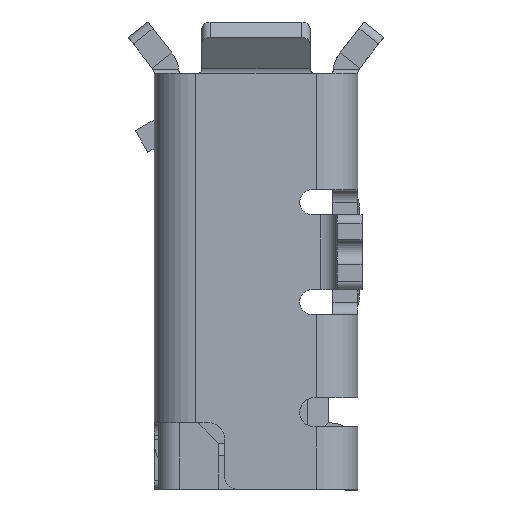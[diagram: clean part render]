
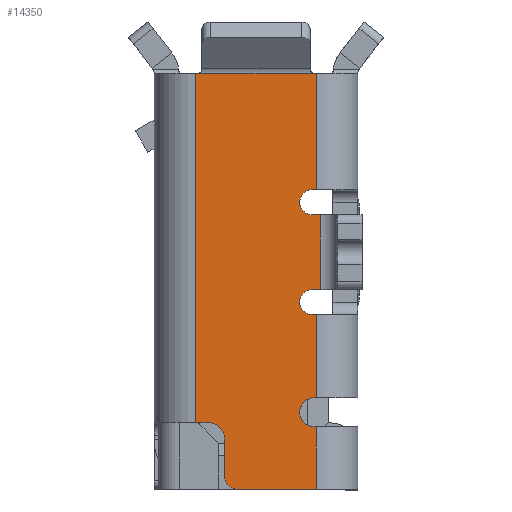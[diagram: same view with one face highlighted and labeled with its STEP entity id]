
A CAD part, left-side view. The second image highlights one B-rep face of the part: STEP entity #14350.
In plain terms, the highlighted planar face has unit normal (-1, 0, 0).
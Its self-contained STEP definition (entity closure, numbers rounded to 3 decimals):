
#1893=DIRECTION('',(0.,0.,-1.));
#1894=VECTOR('',#1893,4.2);
#1895=CARTESIAN_POINT('',(-3.75,0.58,3.5));
#1896=LINE('9069',#1895,#1894);
#1923=DIRECTION('',(0.,-1.,0.));
#1924=VECTOR('',#1923,0.15);
#1925=CARTESIAN_POINT('',(-3.75,0.58,-0.7));
#1926=LINE('7710',#1925,#1924);
#1935=CARTESIAN_POINT('',(-3.75,-0.82,1.95));
#1936=DIRECTION('',(-1.,0.,0.));
#1937=DIRECTION('',(0.,0.,1.));
#1938=AXIS2_PLACEMENT_3D('',#1935,#1936,#1937);
#1940=CARTESIAN_POINT('',(-3.75,-0.82,0.75));
#1941=DIRECTION('',(-1.,0.,0.));
#1942=DIRECTION('',(0.,0.,1.));
#1943=AXIS2_PLACEMENT_3D('',#1940,#1941,#1942);
#1945=DIRECTION('',(0.,-1.,0.));
#1946=VECTOR('',#1945,0.05);
#1947=CARTESIAN_POINT('',(-3.75,-0.82,0.6));
#1948=LINE('7665',#1947,#1946);
#1949=DIRECTION('',(0.,0.,-1.));
#1950=VECTOR('',#1949,1.);
#1951=CARTESIAN_POINT('',(-3.75,-0.87,0.6));
#1952=LINE('7671',#1951,#1950);
#1953=CARTESIAN_POINT('',(-3.75,-0.845,-0.575));
#1954=DIRECTION('',(-1.,0.,0.));
#1955=DIRECTION('',(0.,0.,1.));
#1956=AXIS2_PLACEMENT_3D('',#1953,#1954,#1955);
#1958=CARTESIAN_POINT('',(-3.75,0.08,-1.35));
#1959=DIRECTION('',(1.,0.,0.));
#1960=DIRECTION('',(0.,0.,-1.));
#1961=AXIS2_PLACEMENT_3D('',#1958,#1959,#1960);
#1963=CARTESIAN_POINT('',(-3.75,0.43,-0.9));
#1964=DIRECTION('',(-1.,0.,0.));
#1965=DIRECTION('',(0.,-1.,0.));
#1966=AXIS2_PLACEMENT_3D('',#1963,#1964,#1965);
#1977=DIRECTION('',(0.,1.,0.));
#1978=VECTOR('',#1977,1.4);
#1979=CARTESIAN_POINT('',(-3.75,-0.845,
3.5));
#1980=LINE('7678',#1979,#1978);
#1999=DIRECTION('',(0.,1.,0.));
#2000=VECTOR('',#1999,0.025);
#2001=CARTESIAN_POINT('',(-3.75,-0.87,3.5));
#2002=LINE('7667',#2001,#2000);
#2060=DIRECTION('',(0.,0.,-1.));
#2061=VECTOR('',#2060,0.45);
#2062=CARTESIAN_POINT('',(-3.75,0.23,-0.9));
#2063=LINE('7707',#2062,#2061);
#2080=DIRECTION('',(0.,-1.,0.));
#2081=VECTOR('',#2080,0.95);
#2082=CARTESIAN_POINT('',(-3.75,0.08,-1.5));
#2083=LINE('7721',#2082,#2081);
#2128=DIRECTION('',(0.,0.,1.));
#2129=VECTOR('',#2128,0.75);
#2130=CARTESIAN_POINT('',(-3.75,-0.87,-1.5));
#2131=LINE('7675',#2130,#2129);
#2150=DIRECTION('',(0.,1.,0.));
#2151=VECTOR('',#2150,0.025);
#2152=CARTESIAN_POINT('',(-3.75,-0.87,-0.75));
#2153=LINE('7674',#2152,#2151);
#2162=DIRECTION('',(0.,-1.,0.));
#2163=VECTOR('',#2162,0.025);
#2164=CARTESIAN_POINT('',(-3.75,-0.845,-0.4));
#2165=LINE('7672',#2164,#2163);
#2206=DIRECTION('',(0.,-1.,0.));
#2207=VECTOR('',#2206,0.1);
#2208=CARTESIAN_POINT('',(-3.75,-0.82,0.9));
#2209=LINE('7847',#2208,#2207);
#2228=DIRECTION('',(0.,0.,1.));
#2229=VECTOR('',#2228,0.9);
#2230=CARTESIAN_POINT('',(-3.75,-0.92,0.9));
#2231=LINE('7817',#2230,#2229);
#2254=DIRECTION('',(0.,1.,0.));
#2255=VECTOR('',#2254,0.1);
#2256=CARTESIAN_POINT('',(-3.75,-0.92,1.8));
#2257=LINE('7813',#2256,#2255);
#2262=DIRECTION('',(0.,-1.,0.));
#2263=VECTOR('',#2262,0.05);
#2264=CARTESIAN_POINT('',(-3.75,-0.82,2.1));
#2265=LINE('7808',#2264,#2263);
#2284=DIRECTION('',(0.,0.,1.));
#2285=VECTOR('',#2284,1.4);
#2286=CARTESIAN_POINT('',(-3.75,-0.87,2.1));
#2287=LINE('7668',#2286,#2285);
#7571=DIRECTION('',(0.,1.,0.));
#7572=VECTOR('',#7571,0.025);
#7573=CARTESIAN_POINT('',(-3.75,0.555,
3.5));
#7574=LINE('9141',#7573,#7572);
#8951=CARTESIAN_POINT('',(-3.75,-0.87,0.6));
#8952=VERTEX_POINT('',#8951);
#8958=CARTESIAN_POINT('',(-3.75,-0.82,0.6));
#8960=VERTEX_POINT('',#8958);
#8962=CARTESIAN_POINT('',(-3.75,-0.82,0.9));
#8964=VERTEX_POINT('',#8962);
#8965=CARTESIAN_POINT('',(-3.75,-0.87,3.5));
#8966=CARTESIAN_POINT('',(-3.75,-0.845,
3.5));
#8967=VERTEX_POINT('',#8965);
#8968=VERTEX_POINT('',#8966);
#8969=CARTESIAN_POINT('',(-3.75,-0.87,2.1));
#8970=VERTEX_POINT('',#8969);
#8971=CARTESIAN_POINT('',(-3.75,-0.82,2.1));
#8972=CARTESIAN_POINT('',(-3.75,-0.82,1.8));
#8973=VERTEX_POINT('',#8971);
#8974=VERTEX_POINT('',#8972);
#8975=CARTESIAN_POINT('',(-3.75,-0.87,-0.4));
#8976=VERTEX_POINT('',#8975);
#8977=CARTESIAN_POINT('',(-3.75,-0.845,-0.4));
#8978=VERTEX_POINT('',#8977);
#8979=CARTESIAN_POINT('',(-3.75,-0.845,-0.75));
#8980=VERTEX_POINT('',#8979);
#8981=CARTESIAN_POINT('',(-3.75,-0.87,-0.75));
#8982=VERTEX_POINT('',#8981);
#8983=CARTESIAN_POINT('',(-3.75,-0.87,-1.5));
#8984=VERTEX_POINT('',#8983);
#8985=CARTESIAN_POINT('',(-3.75,0.08,-1.5));
#8986=CARTESIAN_POINT('',(-3.75,0.23,-1.35));
#8987=VERTEX_POINT('',#8985);
#8988=VERTEX_POINT('',#8986);
#8989=CARTESIAN_POINT('',(-3.75,0.23,-0.9));
#8990=CARTESIAN_POINT('',(-3.75,0.43,-0.7));
#8991=VERTEX_POINT('',#8989);
#8992=VERTEX_POINT('',#8990);
#8993=CARTESIAN_POINT('',(-3.75,0.555,
3.5));
#8994=VERTEX_POINT('',#8993);
#9047=CARTESIAN_POINT('',(-3.75,0.58,-0.7));
#9049=VERTEX_POINT('',#9047);
#9202=CARTESIAN_POINT('',(-3.75,-0.92,1.8));
#9203=VERTEX_POINT('',#9202);
#9208=CARTESIAN_POINT('',(-3.75,-0.92,0.9));
#9209=VERTEX_POINT('',#9208);
#10859=CARTESIAN_POINT('',(-3.75,0.58,3.5));
#10860=VERTEX_POINT('',#10859);
#14301=CARTESIAN_POINT('',(-3.75,-0.17,1.));
#14302=DIRECTION('',(1.,0.,0.));
#14303=DIRECTION('',(0.,1.,0.));
#14304=AXIS2_PLACEMENT_3D('',#14301,#14302,#14303);
#14305=PLANE('9922',#14304);
#14307=ORIENTED_EDGE('7678',*,*,#14306,.F.);
#14309=ORIENTED_EDGE('7667',*,*,#14308,.F.);
#14311=ORIENTED_EDGE('7668',*,*,#14310,.F.);
#14313=ORIENTED_EDGE('7808',*,*,#14312,.F.);
#14315=ORIENTED_EDGE('7669',*,*,#14314,.T.);
#14317=ORIENTED_EDGE('7813',*,*,#14316,.F.);
#14319=ORIENTED_EDGE('7817',*,*,#14318,.F.);
#14321=ORIENTED_EDGE('7847',*,*,#14320,.F.);
#14323=ORIENTED_EDGE('7670',*,*,#14322,.T.);
#14325=ORIENTED_EDGE('7665',*,*,#14324,.T.);
#14327=ORIENTED_EDGE('7671',*,*,#14326,.T.);
#14329=ORIENTED_EDGE('7672',*,*,#14328,.F.);
#14331=ORIENTED_EDGE('7673',*,*,#14330,.T.);
#14333=ORIENTED_EDGE('7674',*,*,#14332,.F.);
#14335=ORIENTED_EDGE('7675',*,*,#14334,.F.);
#14337=ORIENTED_EDGE('7721',*,*,#14336,.F.);
#14339=ORIENTED_EDGE('7676',*,*,#14338,.T.);
#14341=ORIENTED_EDGE('7707',*,*,#14340,.F.);
#14343=ORIENTED_EDGE('7677',*,*,#14342,.T.);
#14344=ORIENTED_EDGE('7710',*,*,#14290,.F.);
#14345=ORIENTED_EDGE('9069',*,*,#14240,.F.);
#14347=ORIENTED_EDGE('9141',*,*,#14346,.F.);
#14348=EDGE_LOOP('9922',(#14307,#14309,#14311,#14313,#14315,#14317,#14319,
#14321,#14323,#14325,#14327,#14329,#14331,#14333,#14335,#14337,#14339,#14341,
#14343,#14344,#14345,#14347));
#14349=FACE_OUTER_BOUND('9922',#14348,.F.);
#14350=ADVANCED_FACE('9922',(#14349),#14305,.F.);
#1939=CIRCLE('7669',#1938,0.15);
#1944=CIRCLE('7670',#1943,0.15);
#1957=CIRCLE('7673',#1956,0.175);
#1962=CIRCLE('7676',#1961,0.15);
#1967=CIRCLE('7677',#1966,0.2);
#14240=EDGE_CURVE('9069',#10860,#9049,#1896,.T.);
#14290=EDGE_CURVE('7710',#9049,#8992,#1926,.T.);
#14306=EDGE_CURVE('7678',#8968,#8994,#1980,.T.);
#14308=EDGE_CURVE('7667',#8967,#8968,#2002,.T.);
#14310=EDGE_CURVE('7668',#8970,#8967,#2287,.T.);
#14312=EDGE_CURVE('7808',#8973,#8970,#2265,.T.);
#14314=EDGE_CURVE('7669',#8973,#8974,#1939,.T.);
#14316=EDGE_CURVE('7813',#9203,#8974,#2257,.T.);
#14318=EDGE_CURVE('7817',#9209,#9203,#2231,.T.);
#14320=EDGE_CURVE('7847',#8964,#9209,#2209,.T.);
#14322=EDGE_CURVE('7670',#8964,#8960,#1944,.T.);
#14324=EDGE_CURVE('7665',#8960,#8952,#1948,.T.);
#14326=EDGE_CURVE('7671',#8952,#8976,#1952,.T.);
#14328=EDGE_CURVE('7672',#8978,#8976,#2165,.T.);
#14330=EDGE_CURVE('7673',#8978,#8980,#1957,.T.);
#14332=EDGE_CURVE('7674',#8982,#8980,#2153,.T.);
#14334=EDGE_CURVE('7675',#8984,#8982,#2131,.T.);
#14336=EDGE_CURVE('7721',#8987,#8984,#2083,.T.);
#14338=EDGE_CURVE('7676',#8987,#8988,#1962,.T.);
#14340=EDGE_CURVE('7707',#8991,#8988,#2063,.T.);
#14342=EDGE_CURVE('7677',#8991,#8992,#1967,.T.);
#14346=EDGE_CURVE('9141',#8994,#10860,#7574,.T.);
